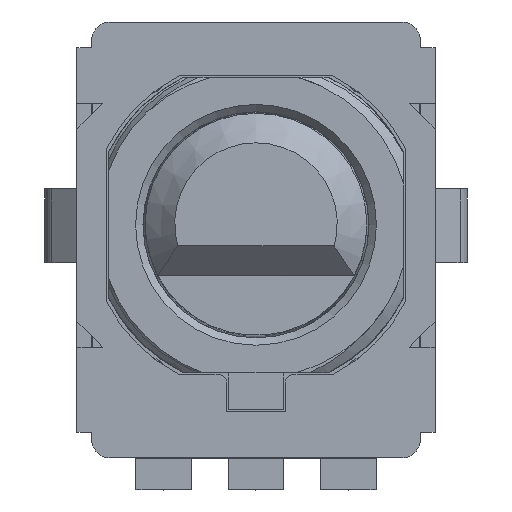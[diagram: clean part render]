
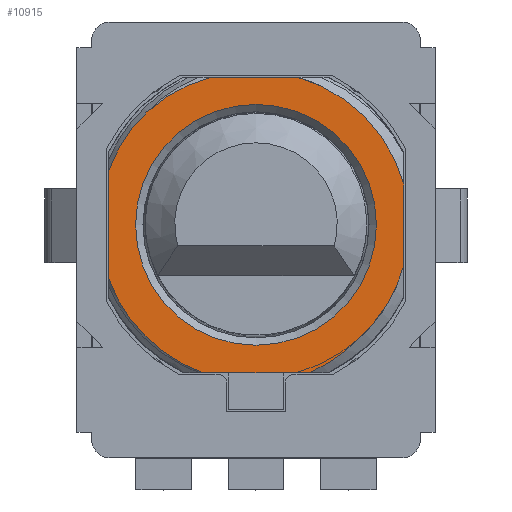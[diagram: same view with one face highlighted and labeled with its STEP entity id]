
A CAD part, top view. The second image highlights one B-rep face of the part: STEP entity #10915.
In plain terms, the highlighted planar face has unit normal (0, 0, 1).
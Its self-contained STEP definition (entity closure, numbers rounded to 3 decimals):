
#5377=CARTESIAN_POINT('',(2.779,-3.083,7.262));
#5378=VERTEX_POINT('',#5377);
#5386=CARTESIAN_POINT('',(1.535,-3.963,7.262));
#5387=VERTEX_POINT('',#5386);
#5388=CARTESIAN_POINT('',(1.535,-3.963,7.262));
#5389=CARTESIAN_POINT('',(1.55,-3.956,7.262));
#5390=CARTESIAN_POINT('',(1.566,-3.949,7.262));
#5391=CARTESIAN_POINT('',(1.581,-3.941,7.262));
#5392=CARTESIAN_POINT('',(2.027,-3.727,7.262));
#5393=CARTESIAN_POINT('',(2.434,-3.438,7.262));
#5394=CARTESIAN_POINT('',(2.779,-3.083,7.262));
#5395=B_SPLINE_CURVE_WITH_KNOTS('',3,(#5388,#5389,#5390,#5391,#5392,#5393,#5394),.UNSPECIFIED.,.F.,.U.,(4,3,4),(0.318,0.324,0.472),.UNSPECIFIED.);
#5396=EDGE_CURVE('',#5387,#5378,#5395,.T.);
#7196=CARTESIAN_POINT('',(4.0,1.106,7.262));
#7197=VERTEX_POINT('',#7196);
#7214=CARTESIAN_POINT('',(1.106,4.,7.262));
#7215=VERTEX_POINT('',#7214);
#7222=CARTESIAN_POINT('',(0.,0.,7.262));
#7223=DIRECTION('',(0.0,0.0,1.0));
#7224=DIRECTION('',(0.0,1.0,0.0));
#7225=AXIS2_PLACEMENT_3D('',#7222,#7223,#7224);
#7226=CIRCLE('',#7225,4.15);
#7227=EDGE_CURVE('',#7197,#7215,#7226,.T.);
#7255=CARTESIAN_POINT('',(4.0,-1.106,7.262));
#7256=VERTEX_POINT('',#7255);
#7263=CARTESIAN_POINT('',(0.,0.,7.262));
#7264=DIRECTION('',(0.0,0.0,1.0));
#7265=DIRECTION('',(0.0,1.0,0.0));
#7266=AXIS2_PLACEMENT_3D('',#7263,#7264,#7265);
#7267=CIRCLE('',#7266,4.15);
#7268=EDGE_CURVE('',#5378,#7256,#7267,.T.);
#8162=CARTESIAN_POINT('',(-1.208,4.,7.262));
#8163=VERTEX_POINT('',#8162);
#8171=CARTESIAN_POINT('',(-2.953,3.056,7.262));
#8172=VERTEX_POINT('',#8171);
#8180=CARTESIAN_POINT('',(-1.208,4.,7.262));
#8181=CARTESIAN_POINT('',(-1.853,3.83,7.262));
#8182=CARTESIAN_POINT('',(-2.457,3.503,7.262));
#8183=CARTESIAN_POINT('',(-2.953,3.056,7.262));
#8184=B_SPLINE_CURVE_WITH_KNOTS('',3,(#8180,#8181,#8182,#8183),.UNSPECIFIED.,.F.,.U.,(4,4),(0.079,0.28),.UNSPECIFIED.);
#8185=EDGE_CURVE('',#8163,#8172,#8184,.T.);
#10128=CARTESIAN_POINT('',(-4.,-1.436,7.262));
#10129=VERTEX_POINT('',#10128);
#10143=CARTESIAN_POINT('',(-4.,1.436,7.262));
#10144=VERTEX_POINT('',#10143);
#10145=CARTESIAN_POINT('',(-4.,1.436,7.262));
#10146=DIRECTION('',(0.0,-1.0,0.0));
#10147=VECTOR('',#10146,2.872);
#10148=LINE('',#10145,#10147);
#10149=EDGE_CURVE('',#10144,#10129,#10148,.T.);
#10494=CARTESIAN_POINT('',(1.436,-4.,7.262));
#10495=VERTEX_POINT('',#10494);
#10496=CARTESIAN_POINT('',(0.,0.,7.262));
#10497=DIRECTION('',(0.,0.,-1.));
#10498=DIRECTION('',(-0.438,0.899,0.));
#10499=AXIS2_PLACEMENT_3D('',#10496,#10497,#10498);
#10500=CIRCLE('',#10499,4.25);
#10501=EDGE_CURVE('',#5387,#10495,#10500,.T.);
#10590=CARTESIAN_POINT('',(-1.436,-4.,7.262));
#10591=VERTEX_POINT('',#10590);
#10592=CARTESIAN_POINT('',(-1.436,-4.,7.262));
#10593=DIRECTION('',(1.0,0.0,0.0));
#10594=VECTOR('',#10593,2.872);
#10595=LINE('',#10592,#10594);
#10596=EDGE_CURVE('',#10591,#10495,#10595,.T.);
#10852=CARTESIAN_POINT('',(4.0,-1.106,7.262));
#10853=DIRECTION('',(0.0,1.0,0.0));
#10854=VECTOR('',#10853,2.211);
#10855=LINE('',#10852,#10854);
#10856=EDGE_CURVE('',#7256,#7197,#10855,.T.);
#10869=CARTESIAN_POINT('',(-2.845,-2.845,7.262));
#10870=DIRECTION('',(0.0,0.0,1.0));
#10871=DIRECTION('',(1.0,0.0,0.0));
#10872=AXIS2_PLACEMENT_3D('',#10869,#10870,#10871);
#10873=PLANE('',#10872);
#10874=ORIENTED_EDGE('',*,*,#5396,.T.);
#10875=ORIENTED_EDGE('',*,*,#7268,.T.);
#10876=ORIENTED_EDGE('',*,*,#10856,.T.);
#10877=ORIENTED_EDGE('',*,*,#7227,.T.);
#10878=CARTESIAN_POINT('',(1.106,4.,7.262));
#10879=DIRECTION('',(-1.0,0.0,0.0));
#10880=VECTOR('',#10879,2.313);
#10881=LINE('',#10878,#10880);
#10882=EDGE_CURVE('',#7215,#8163,#10881,.T.);
#10883=ORIENTED_EDGE('',*,*,#10882,.T.);
#10884=ORIENTED_EDGE('',*,*,#8185,.T.);
#10885=CARTESIAN_POINT('',(0.,0.,7.262));
#10886=DIRECTION('',(0.,0.,-1.));
#10887=DIRECTION('',(-0.438,0.899,0.));
#10888=AXIS2_PLACEMENT_3D('',#10885,#10886,#10887);
#10889=CIRCLE('',#10888,4.25);
#10890=EDGE_CURVE('',#10144,#8172,#10889,.T.);
#10891=ORIENTED_EDGE('',*,*,#10890,.F.);
#10892=ORIENTED_EDGE('',*,*,#10149,.T.);
#10893=CARTESIAN_POINT('',(0.,0.,7.262));
#10894=DIRECTION('',(0.,0.,-1.));
#10895=DIRECTION('',(-0.438,0.899,0.));
#10896=AXIS2_PLACEMENT_3D('',#10893,#10894,#10895);
#10897=CIRCLE('',#10896,4.25);
#10898=EDGE_CURVE('',#10591,#10129,#10897,.T.);
#10899=ORIENTED_EDGE('',*,*,#10898,.F.);
#10900=ORIENTED_EDGE('',*,*,#10596,.T.);
#10901=ORIENTED_EDGE('',*,*,#10501,.F.);
#10902=EDGE_LOOP('',(#10874,#10875,#10876,#10877,#10883,#10884,#10891,#10892,#10899,#10900,#10901));
#10903=FACE_OUTER_BOUND('',#10902,.T.);
#10904=CARTESIAN_POINT('',(3.26,0.,7.262));
#10905=VERTEX_POINT('',#10904);
#10906=CARTESIAN_POINT('',(0.,0.,7.262));
#10907=DIRECTION('',(0.0,0.0,1.0));
#10908=DIRECTION('',(-1.0,0.0,0.0));
#10909=AXIS2_PLACEMENT_3D('',#10906,#10907,#10908);
#10910=CIRCLE('',#10909,3.26);
#10911=EDGE_CURVE('',#10905,#10905,#10910,.T.);
#10912=ORIENTED_EDGE('',*,*,#10911,.F.);
#10913=EDGE_LOOP('',(#10912));
#10914=FACE_BOUND('',#10913,.T.);
#10915=ADVANCED_FACE('',(#10903,#10914),#10873,.T.);
